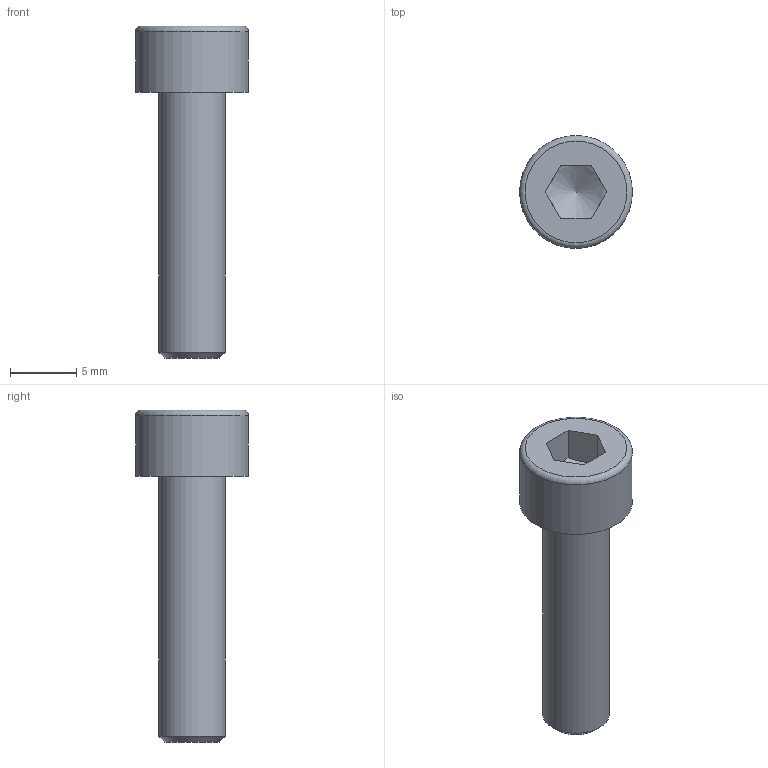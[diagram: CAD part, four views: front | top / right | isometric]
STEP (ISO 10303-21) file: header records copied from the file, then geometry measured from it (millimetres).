
FILE_DESCRIPTION(/* description */ (''),/* implementation_level */ '2;1');
FILE_NAME(/* name */ 'din_912-m5x0_8-20-8_8_ipt_2ec1c9ae.STEP',/* time_stamp */ '2021-02-07T23:04:53-06:00',/* author */ ('TraceParts'),/* organization */ ('TraceParts S.A.'),/* preprocessor_version */ 'ST-DEVELOPER v18.1',/* originating_system */ 'Autodesk Inventor 2021',/* authorisation */ '');
FILE_SCHEMA (('AUTOMOTIVE_DESIGN { 1 0 10303 214 3 1 1 }'));
Length unit declared in the file: millimetre
Products named in the file (1): din_912-m5x0_8-20-8_8
Bounding box: 8.5 x 8.5 x 25 mm (x, y, z)
Volume: 632.1 mm3; surface area: 590.4 mm2
Topology: 1 solids, 1 shells, 14 faces, 37 edges, 26 vertices
Faces by surface type: plane 9, cone 2, cylinder 2, torus 1
Full cylindrical faces by diameter (mm): 5 x1, 8.5 x1
Entity records: 475 total; most frequent: CARTESIAN_POINT 91, ORIENTED_EDGE 72, DIRECTION 72, EDGE_CURVE 36, AXIS2_PLACEMENT_3D 28, VERTEX_POINT 26, EDGE_LOOP 16, LINE 16
